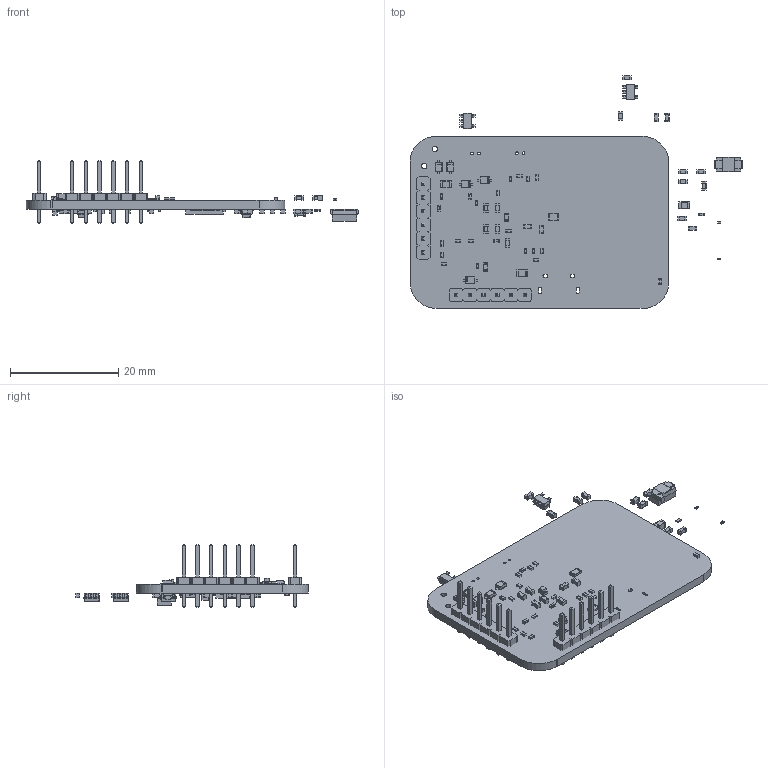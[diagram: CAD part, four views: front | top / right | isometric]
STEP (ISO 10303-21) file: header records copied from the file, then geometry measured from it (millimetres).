
FILE_DESCRIPTION(('KiCad electronic assembly'),'2;1');
FILE_NAME('OuterBoard_4.1.2.step','2025-04-15T15:18:34',('Pcbnew'),( 'Kicad'),'Open CASCADE STEP processor 7.8','KiCad to STEP converter' ,'Unknown');
FILE_SCHEMA(('AUTOMOTIVE_DESIGN { 1 0 10303 214 1 1 1 1 }'));
Length unit declared in the file: millimetre
Products named in the file (30): OuterBoard_4.1.2 1; C_0603_1608Metric; 6130XX11121_61300611121; 6130xx11121; C_0201_0603Metric; C_0402_1005Metric; LED_0603_1608Metric; R_0402_1005Metric; D_SOD-323F; D_SOD_323F; R_0805_2012Metric; C_0805_2012Metric; SOT-23-5; SOT_23_5; D_SMA; L_0402_1005Metric; L_0201_0603Metric; QFN-56-1EP_7x7mm_P0.4mm_EP3.2x3.2mm; QFN_56_1EP_7x7mm_P04mm_EP32x32mm; OuterBoard_4.1_PCB
Assembly tree (102 placements, depth 3):
  OuterBoard_4.1.2 1
    C_0603_1608Metric  x31
      C_0603_1608Metric
    6130XX11121_61300611121  x2
      6130xx11121
    C_0201_0603Metric  x2
      C_0201_0603Metric
    C_0402_1005Metric  x10
      C_0402_1005Metric
    LED_0603_1608Metric  x3
      LED_0603_1608Metric
    R_0402_1005Metric  x20
      R_0402_1005Metric
    D_SOD-323F  x8
      D_SOD_323F
    R_0805_2012Metric  x2
      R_0805_2012Metric
    C_0805_2012Metric  x2
      C_0805_2012Metric
    SOT-23-5  x3
      SOT_23_5
    D_SMA
      D_SMA
    L_0402_1005Metric
      L_0402_1005Metric
    L_0201_0603Metric
      L_0201_0603Metric
    QFN-56-1EP_7x7mm_P0.4mm_EP3.2x3.2mm
      QFN_56_1EP_7x7mm_P04mm_EP32x32mm
    OuterBoard_4.1_PCB
Bounding box: 61.44 x 43.1 x 11.54 mm (x, y, z)
Volume: 2735.9 mm3; surface area: 4780.8 mm2
Topology: 100 solids, 100 shells, 3364 faces, 8724 edges, 5668 vertices
Faces by surface type: plane 2328, cylinder 859, bspline 177
Full cylindrical faces by diameter (mm): 0.4 x1, 0.5 x4, 1 x2, 1.1 x12
Entity records: 35808 total; most frequent: CARTESIAN_POINT 5899, ORIENTED_EDGE 5492, DIRECTION 5124, EDGE_CURVE 2746, LINE 2378, VECTOR 2378, VERTEX_POINT 1788, AXIS2_PLACEMENT_3D 1373
